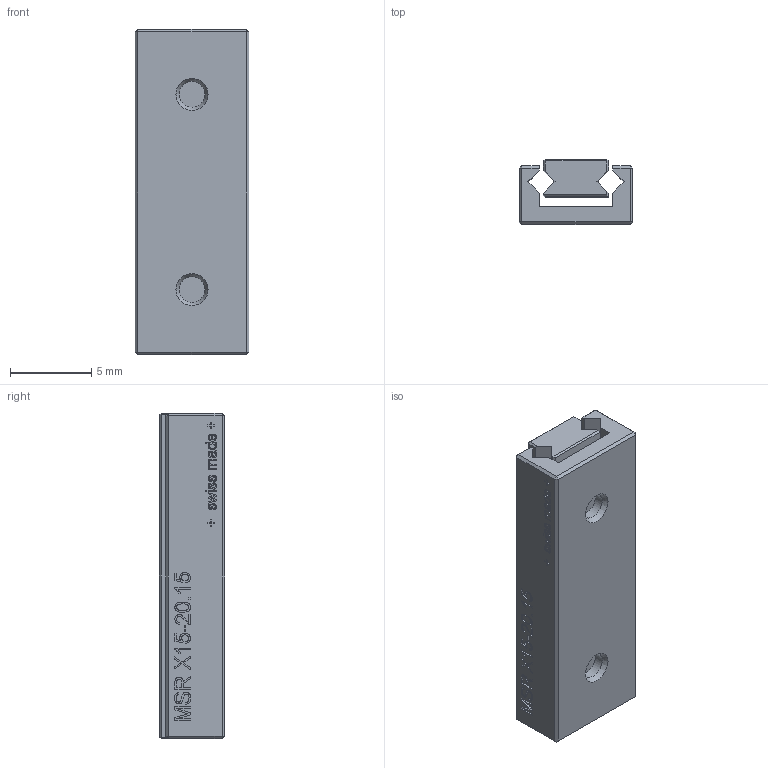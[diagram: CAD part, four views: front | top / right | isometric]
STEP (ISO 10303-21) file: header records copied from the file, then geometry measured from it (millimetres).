
FILE_DESCRIPTION(('FreeCAD Model'),'2;1');
FILE_NAME('MSR X15-20.15.step','2020-04-05T11:48:50',('Author'), (''),'Open CASCADE STEP processor 6.8','FreeCAD','Unknown');
FILE_SCHEMA(('AUTOMOTIVE_DESIGN_CC2 { 1 2 10303 214 -1 1 5 4 }'));
Length unit declared in the file: millimetre
Products named in the file (3): ASSEMBLY; TT; DP
Assembly tree (2 placements, depth 2):
  ASSEMBLY
    TT
    DP
Bounding box: 7 x 4 x 20 mm (x, y, z)
Volume: 401.1 mm3; surface area: 898.9 mm2
Topology: 2 solids, 2 shells, 595 faces, 1626 edges, 1068 vertices
Faces by surface type: extrusion 309, plane 278, cylinder 6, cone 2
Full cylindrical faces by diameter (mm): 1.6 x4, 2.72 x2
Entity records: 40197 total; most frequent: CARTESIAN_POINT 9654, DIRECTION 4533, VECTOR 3917, LINE 3608, ORIENTED_EDGE 3252, PCURVE 3252, DEFINITIONAL_REPRESENTATION 3252, EDGE_CURVE 1626
